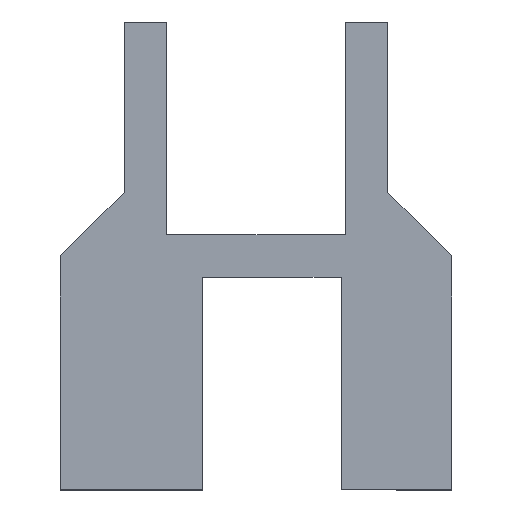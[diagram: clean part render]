
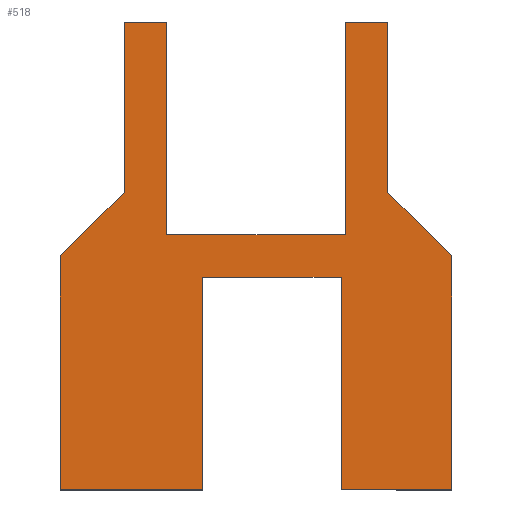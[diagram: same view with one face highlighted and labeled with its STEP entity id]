
A CAD part, top view. The second image highlights one B-rep face of the part: STEP entity #518.
In plain terms, the highlighted planar face has unit normal (0, 0, 1).
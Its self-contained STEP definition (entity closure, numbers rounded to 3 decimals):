
#5 = DIRECTION ( 'NONE',  ( -1., 0., 0. ) ) ;
#12 = CARTESIAN_POINT ( 'NONE',  ( 9.2, -1., 8. ) ) ;
#43 = CARTESIAN_POINT ( 'NONE',  ( 4., -12., 8. ) ) ;
#48 = CARTESIAN_POINT ( 'NONE',  ( 4.2, 10., 8. ) ) ;
#49 = ORIENTED_EDGE ( 'NONE', *, *, #466, .T. ) ;
#54 = EDGE_CURVE ( 'NONE', #72, #203, #864, .T. ) ;
#64 = VECTOR ( 'NONE', #261, 1000. ) ;
#72 = VERTEX_POINT ( 'NONE', #362 ) ;
#79 = DIRECTION ( 'NONE',  ( -0.707, 0.707, 0. ) ) ;
#91 = CARTESIAN_POINT ( 'NONE',  ( -4.2, 0., 8. ) ) ;
#105 = EDGE_CURVE ( 'NONE', #371, #140, #706, .T. ) ;
#109 = CARTESIAN_POINT ( 'NONE',  ( 6.2, 2., 8. ) ) ;
#112 = LINE ( 'NONE', #12, #396 ) ;
#117 = CARTESIAN_POINT ( 'NONE',  ( -6.2, 10., 8. ) ) ;
#124 = DIRECTION ( 'NONE',  ( 0., 0., -1. ) ) ;
#128 = LINE ( 'NONE', #91, #364 ) ;
#131 = CARTESIAN_POINT ( 'NONE',  ( -9.2, -12., 8. ) ) ;
#137 = CARTESIAN_POINT ( 'NONE',  ( 4.2, 0., 8. ) ) ;
#140 = VERTEX_POINT ( 'NONE', #216 ) ;
#147 = DIRECTION ( 'NONE',  ( 1., 0., 0. ) ) ;
#150 = CARTESIAN_POINT ( 'NONE',  ( -2.5, -2., 8. ) ) ;
#170 = LINE ( 'NONE', #617, #815 ) ;
#175 = ORIENTED_EDGE ( 'NONE', *, *, #293, .T. ) ;
#194 = PLANE ( 'NONE',  #639 ) ;
#203 = VERTEX_POINT ( 'NONE', #262 ) ;
#205 = DIRECTION ( 'NONE',  ( 1., 0., 0. ) ) ;
#213 = ORIENTED_EDGE ( 'NONE', *, *, #866, .T. ) ;
#216 = CARTESIAN_POINT ( 'NONE',  ( 4.2, 0., 8. ) ) ;
#233 = DIRECTION ( 'NONE',  ( -0.707, -0.707, 0. ) ) ;
#234 = DIRECTION ( 'NONE',  ( 0., 1., 0. ) ) ;
#246 = VECTOR ( 'NONE', #5, 1000. ) ;
#248 = EDGE_CURVE ( 'NONE', #734, #886, #289, .T. ) ;
#254 = VERTEX_POINT ( 'NONE', #530 ) ;
#255 = DIRECTION ( 'NONE',  ( -1., 0., 0. ) ) ;
#261 = DIRECTION ( 'NONE',  ( 0., 1., 0. ) ) ;
#262 = CARTESIAN_POINT ( 'NONE',  ( -9.2, -1., 8. ) ) ;
#264 = CARTESIAN_POINT ( 'NONE',  ( -2.5, -12., 8. ) ) ;
#272 = VECTOR ( 'NONE', #205, 1000. ) ;
#280 = ORIENTED_EDGE ( 'NONE', *, *, #898, .T. ) ;
#288 = DIRECTION ( 'NONE',  ( -1., 0., 0. ) ) ;
#289 = LINE ( 'NONE', #602, #314 ) ;
#293 = EDGE_CURVE ( 'NONE', #538, #254, #740, .T. ) ;
#305 = EDGE_CURVE ( 'NONE', #766, #849, #170, .T. ) ;
#314 = VECTOR ( 'NONE', #458, 1000. ) ;
#323 = DIRECTION ( 'NONE',  ( 1., 0., 0. ) ) ;
#332 = CARTESIAN_POINT ( 'NONE',  ( 6.2, 10., 8. ) ) ;
#335 = ORIENTED_EDGE ( 'NONE', *, *, #54, .T. ) ;
#340 = VECTOR ( 'NONE', #626, 1000. ) ;
#355 = CARTESIAN_POINT ( 'NONE',  ( 9.2, -12., 8. ) ) ;
#362 = CARTESIAN_POINT ( 'NONE',  ( -6.2, 2., 8. ) ) ;
#364 = VECTOR ( 'NONE', #234, 1000. ) ;
#370 = VERTEX_POINT ( 'NONE', #468 ) ;
#371 = VERTEX_POINT ( 'NONE', #48 ) ;
#375 = CARTESIAN_POINT ( 'NONE',  ( 4., -2., 8. ) ) ;
#396 = VECTOR ( 'NONE', #79, 1000. ) ;
#398 = VECTOR ( 'NONE', #255, 1000. ) ;
#406 = ORIENTED_EDGE ( 'NONE', *, *, #840, .T. ) ;
#413 = ORIENTED_EDGE ( 'NONE', *, *, #799, .T. ) ;
#414 = EDGE_CURVE ( 'NONE', #732, #538, #652, .T. ) ;
#421 = CARTESIAN_POINT ( 'NONE',  ( -6.2, 10., 8. ) ) ;
#427 = LINE ( 'NONE', #576, #246 ) ;
#435 = VERTEX_POINT ( 'NONE', #117 ) ;
#437 = CARTESIAN_POINT ( 'NONE',  ( -9.2, -1., 8. ) ) ;
#452 = LINE ( 'NONE', #150, #811 ) ;
#458 = DIRECTION ( 'NONE',  ( 0., -1., 0. ) ) ;
#461 = DIRECTION ( 'NONE',  ( 0., 1., 0. ) ) ;
#463 = EDGE_CURVE ( 'NONE', #691, #371, #841, .T. ) ;
#466 = EDGE_CURVE ( 'NONE', #203, #732, #638, .T. ) ;
#468 = CARTESIAN_POINT ( 'NONE',  ( -4.2, 0., 8. ) ) ;
#485 = VERTEX_POINT ( 'NONE', #899 ) ;
#487 = EDGE_CURVE ( 'NONE', #548, #691, #680, .T. ) ;
#494 = CARTESIAN_POINT ( 'NONE',  ( -4.2, 10., 8. ) ) ;
#518 = ADVANCED_FACE ( 'NONE', ( #671 ), #194, .F. ) ;
#529 = EDGE_CURVE ( 'NONE', #886, #766, #926, .T. ) ;
#530 = CARTESIAN_POINT ( 'NONE',  ( -2.5, -2., 8. ) ) ;
#531 = VECTOR ( 'NONE', #288, 1000. ) ;
#538 = VERTEX_POINT ( 'NONE', #264 ) ;
#539 = DIRECTION ( 'NONE',  ( 0., 1., 0. ) ) ;
#544 = CARTESIAN_POINT ( 'NONE',  ( 4.2, 10., 8. ) ) ;
#548 = VERTEX_POINT ( 'NONE', #109 ) ;
#562 = ORIENTED_EDGE ( 'NONE', *, *, #463, .T. ) ;
#567 = VECTOR ( 'NONE', #461, 1000. ) ;
#576 = CARTESIAN_POINT ( 'NONE',  ( -4.2, 0., 8. ) ) ;
#602 = CARTESIAN_POINT ( 'NONE',  ( 4., -12., 8. ) ) ;
#617 = CARTESIAN_POINT ( 'NONE',  ( 9.2, -1., 8. ) ) ;
#623 = CARTESIAN_POINT ( 'NONE',  ( -9.2, -1., 8. ) ) ;
#626 = DIRECTION ( 'NONE',  ( 0., -1., 0. ) ) ;
#638 = LINE ( 'NONE', #623, #340 ) ;
#639 = AXIS2_PLACEMENT_3D ( 'NONE', #909, #124, #826 ) ;
#642 = ORIENTED_EDGE ( 'NONE', *, *, #487, .T. ) ;
#649 = EDGE_CURVE ( 'NONE', #849, #548, #112, .T. ) ;
#651 = CARTESIAN_POINT ( 'NONE',  ( 6.2, 10., 8. ) ) ;
#652 = LINE ( 'NONE', #131, #272 ) ;
#667 = ORIENTED_EDGE ( 'NONE', *, *, #753, .T. ) ;
#671 = FACE_OUTER_BOUND ( 'NONE', #832, .T. ) ;
#676 = VECTOR ( 'NONE', #725, 1000. ) ;
#680 = LINE ( 'NONE', #332, #64 ) ;
#691 = VERTEX_POINT ( 'NONE', #651 ) ;
#706 = LINE ( 'NONE', #137, #885 ) ;
#711 = ORIENTED_EDGE ( 'NONE', *, *, #105, .T. ) ;
#716 = CARTESIAN_POINT ( 'NONE',  ( 9.2, -1., 8. ) ) ;
#718 = ORIENTED_EDGE ( 'NONE', *, *, #248, .T. ) ;
#725 = DIRECTION ( 'NONE',  ( 0., -1., 0. ) ) ;
#732 = VERTEX_POINT ( 'NONE', #804 ) ;
#734 = VERTEX_POINT ( 'NONE', #375 ) ;
#740 = LINE ( 'NONE', #750, #567 ) ;
#750 = CARTESIAN_POINT ( 'NONE',  ( -2.5, -12., 8. ) ) ;
#753 = EDGE_CURVE ( 'NONE', #485, #435, #919, .T. ) ;
#766 = VERTEX_POINT ( 'NONE', #355 ) ;
#784 = ORIENTED_EDGE ( 'NONE', *, *, #414, .T. ) ;
#799 = EDGE_CURVE ( 'NONE', #254, #734, #452, .T. ) ;
#804 = CARTESIAN_POINT ( 'NONE',  ( -9.2, -12., 8. ) ) ;
#811 = VECTOR ( 'NONE', #147, 1000. ) ;
#815 = VECTOR ( 'NONE', #539, 1000. ) ;
#817 = LINE ( 'NONE', #421, #676 ) ;
#825 = VECTOR ( 'NONE', #323, 1000. ) ;
#826 = DIRECTION ( 'NONE',  ( -1., 0., 0. ) ) ;
#832 = EDGE_LOOP ( 'NONE', ( #711, #406, #280, #667, #213, #335, #49, #784, #175, #413, #718, #878, #877, #837, #642, #562 ) ) ;
#837 = ORIENTED_EDGE ( 'NONE', *, *, #649, .T. ) ;
#840 = EDGE_CURVE ( 'NONE', #140, #370, #427, .T. ) ;
#841 = LINE ( 'NONE', #544, #398 ) ;
#846 = DIRECTION ( 'NONE',  ( 0., -1., 0. ) ) ;
#849 = VERTEX_POINT ( 'NONE', #716 ) ;
#864 = LINE ( 'NONE', #437, #892 ) ;
#866 = EDGE_CURVE ( 'NONE', #435, #72, #817, .T. ) ;
#877 = ORIENTED_EDGE ( 'NONE', *, *, #305, .T. ) ;
#878 = ORIENTED_EDGE ( 'NONE', *, *, #529, .T. ) ;
#885 = VECTOR ( 'NONE', #846, 1000. ) ;
#886 = VERTEX_POINT ( 'NONE', #927 ) ;
#892 = VECTOR ( 'NONE', #233, 1000. ) ;
#898 = EDGE_CURVE ( 'NONE', #370, #485, #128, .T. ) ;
#899 = CARTESIAN_POINT ( 'NONE',  ( -4.2, 10., 8. ) ) ;
#909 = CARTESIAN_POINT ( 'NONE',  ( 0., 0., 8. ) ) ;
#919 = LINE ( 'NONE', #494, #531 ) ;
#926 = LINE ( 'NONE', #43, #825 ) ;
#927 = CARTESIAN_POINT ( 'NONE',  ( 4., -12., 8. ) ) ;
